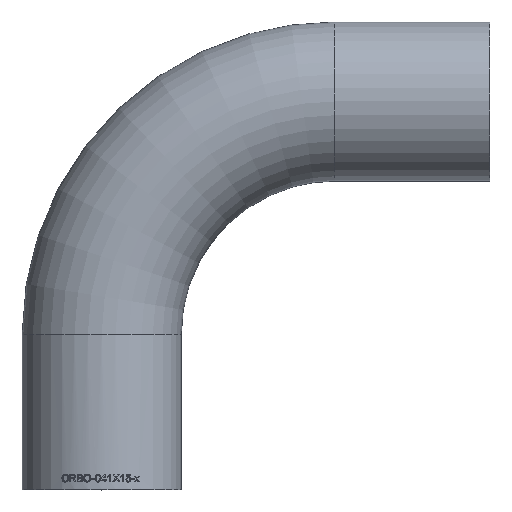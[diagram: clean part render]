
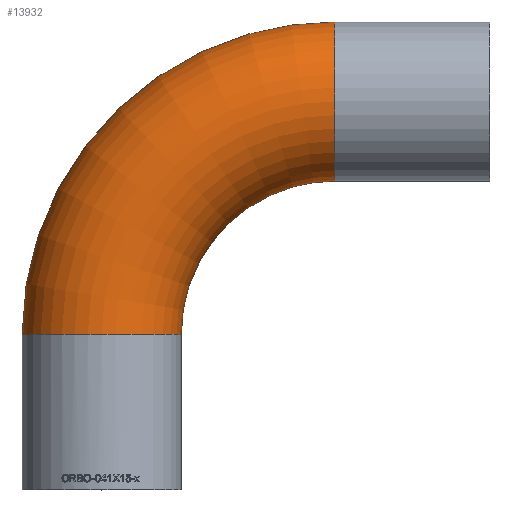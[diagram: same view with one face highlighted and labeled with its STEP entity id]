
A CAD part, top view. The second image highlights one B-rep face of the part: STEP entity #13932.
In plain terms, the highlighted toroidal (fillet/blend) face has major radius 60 mm and minor radius 20.5 mm.
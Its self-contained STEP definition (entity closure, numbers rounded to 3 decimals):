
#512 = VERTEX_POINT ( 'NONE', #13718 ) ;
#1579 = EDGE_CURVE ( 'NONE', #512, #512, #13990, .T. ) ;
#1710 = ORIENTED_EDGE ( 'NONE', *, *, #1579, .T. ) ;
#1753 = CARTESIAN_POINT ( 'NONE',  ( -60., 40., 0. ) ) ;
#3312 = AXIS2_PLACEMENT_3D ( 'NONE', #4533, #10792, #8224 ) ;
#4533 = CARTESIAN_POINT ( 'NONE',  ( 0., 100., 0. ) ) ;
#5058 = FACE_OUTER_BOUND ( 'NONE', #15129, .T. ) ;
#6381 = AXIS2_PLACEMENT_3D ( 'NONE', #1753, #13981, #7792 ) ;
#6601 = TOROIDAL_SURFACE ( 'NONE', #11193, 60., 20.5 ) ;
#7792 = DIRECTION ( 'NONE',  ( 0., 0., 1. ) ) ;
#7882 = FACE_OUTER_BOUND ( 'NONE', #10082, .T. ) ;
#8224 = DIRECTION ( 'NONE',  ( 0., 0., 1. ) ) ;
#8839 = DIRECTION ( 'NONE',  ( -1., 0., 0. ) ) ;
#9698 = EDGE_CURVE ( 'NONE', #12700, #12700, #11005, .T. ) ;
#10082 = EDGE_LOOP ( 'NONE', ( #14009 ) ) ;
#10792 = DIRECTION ( 'NONE',  ( 1., 0., 0. ) ) ;
#11005 = CIRCLE ( 'NONE', #3312, 20.5 ) ;
#11165 = CARTESIAN_POINT ( 'NONE',  ( 0., 40., 0. ) ) ;
#11193 = AXIS2_PLACEMENT_3D ( 'NONE', #11165, #11241, #8839 ) ;
#11241 = DIRECTION ( 'NONE',  ( 0., 0., -1. ) ) ;
#12700 = VERTEX_POINT ( 'NONE', #13793 ) ;
#13718 = CARTESIAN_POINT ( 'NONE',  ( -60., 40., 20.5 ) ) ;
#13793 = CARTESIAN_POINT ( 'NONE',  ( 0., 100., 20.5 ) ) ;
#13932 = ADVANCED_FACE ( 'NONE', ( #7882, #5058 ), #6601, .T. ) ;
#13981 = DIRECTION ( 'NONE',  ( 0., 1., 0. ) ) ;
#13990 = CIRCLE ( 'NONE', #6381, 20.5 ) ;
#14009 = ORIENTED_EDGE ( 'NONE', *, *, #9698, .F. ) ;
#15129 = EDGE_LOOP ( 'NONE', ( #1710 ) ) ;
